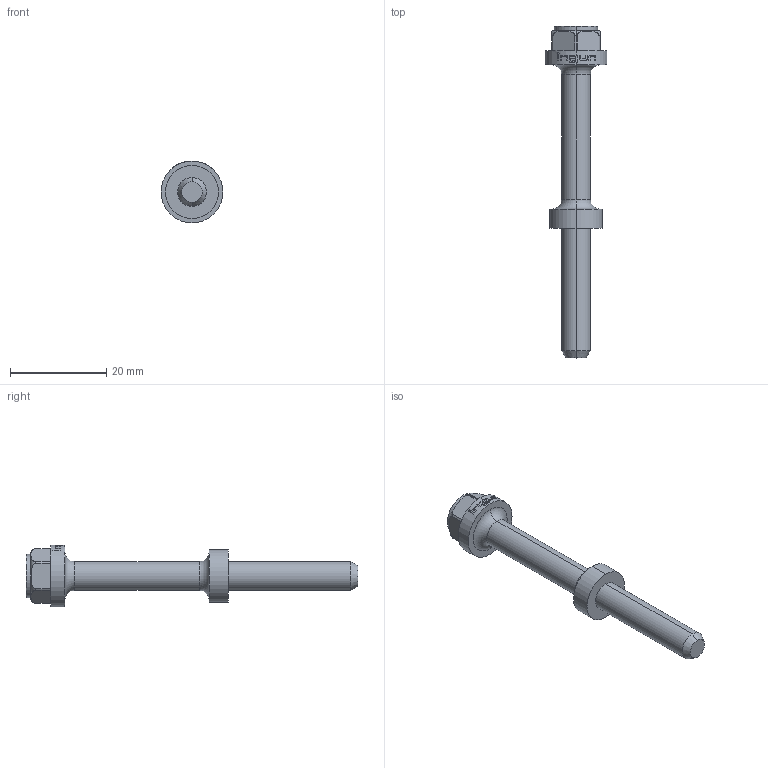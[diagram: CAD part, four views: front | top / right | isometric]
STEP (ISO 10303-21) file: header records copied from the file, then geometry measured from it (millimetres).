
FILE_DESCRIPTION (( 'STEP AP203' ), '1' );
FILE_NAME ('INGUN_KT-2513.STEP', '2022-04-27T08:10:51', ( 'ochi' ), ( '' ), 'SwSTEP 2.0', 'SolidWorks 2018', '' );
FILE_SCHEMA (( 'CONFIG_CONTROL_DESIGN' ));
Length unit declared in the file: millimetre
Products named in the file (1): INGUN_KT-2513
Bounding box: 12.9 x 69.1 x 12.9 mm (x, y, z)
Volume: 2826 mm3; surface area: 1848.6 mm2
Topology: 1 solids, 1 shells, 108 faces, 279 edges, 183 vertices
Faces by surface type: bspline 44, plane 31, cylinder 25, torus 6, cone 2
Entity records: 4795 total; most frequent: CARTESIAN_POINT 2553, ORIENTED_EDGE 558, EDGE_CURVE 279, DIRECTION 262, B_SPLINE_CURVE_WITH_KNOTS 196, VERTEX_POINT 183, EDGE_LOOP 118, AXIS2_PLACEMENT_3D 114
